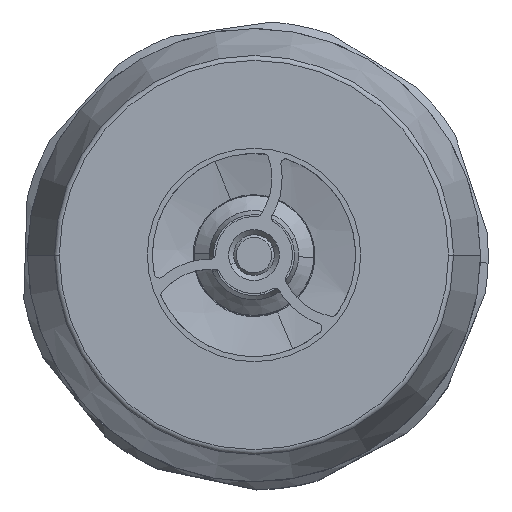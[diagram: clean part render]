
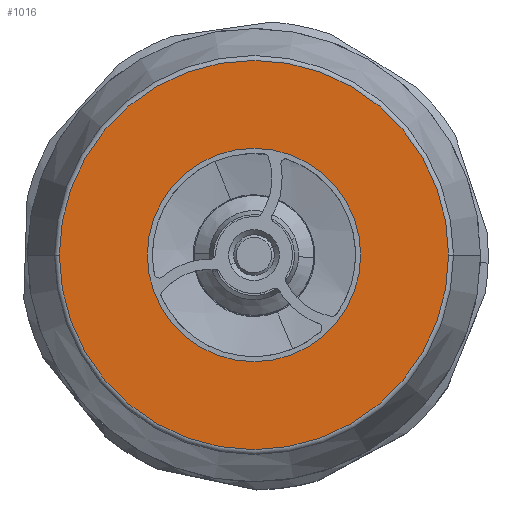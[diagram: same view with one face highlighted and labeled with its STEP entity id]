
A CAD part, top view. The second image highlights one B-rep face of the part: STEP entity #1016.
In plain terms, the highlighted planar face has unit normal (0, 0, 1).
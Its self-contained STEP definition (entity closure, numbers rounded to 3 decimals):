
#170 = EDGE_CURVE ( 'NONE', #1680, #4051, #2199, .T. ) ;
#526 = VERTEX_POINT ( 'NONE', #1711 ) ;
#872 = DIRECTION ( 'NONE',  ( 0., 0., 1. ) ) ;
#1016 = ADVANCED_FACE ( 'NONE', ( #1691, #3814 ), #2280, .F. ) ;
#1106 = DIRECTION ( 'NONE',  ( 0., 0., 1. ) ) ;
#1176 = CIRCLE ( 'NONE', #6809, 19.156 ) ;
#1197 = CARTESIAN_POINT ( 'NONE',  ( 0., 0., 0. ) ) ;
#1267 = EDGE_CURVE ( 'NONE', #4051, #1680, #1624, .T. ) ;
#1391 = ORIENTED_EDGE ( 'NONE', *, *, #170, .F. ) ;
#1523 = ORIENTED_EDGE ( 'NONE', *, *, #4423, .T. ) ;
#1624 = CIRCLE ( 'NONE', #4381, 10.5 ) ;
#1680 = VERTEX_POINT ( 'NONE', #2893 ) ;
#1691 = FACE_OUTER_BOUND ( 'NONE', #5166, .T. ) ;
#1711 = CARTESIAN_POINT ( 'NONE',  ( -19.156, 0., 0. ) ) ;
#1878 = CARTESIAN_POINT ( 'NONE',  ( 19.156, 0., 0. ) ) ;
#1979 = DIRECTION ( 'NONE',  ( 1., 0., 0. ) ) ;
#2167 = CARTESIAN_POINT ( 'NONE',  ( 0., 0., 0. ) ) ;
#2173 = DIRECTION ( 'NONE',  ( -1., 0., 0. ) ) ;
#2199 = CIRCLE ( 'NONE', #3949, 10.5 ) ;
#2280 = PLANE ( 'NONE',  #6611 ) ;
#2684 = EDGE_CURVE ( 'NONE', #526, #4933, #2851, .T. ) ;
#2719 = DIRECTION ( 'NONE',  ( 0., 0., 1. ) ) ;
#2851 = CIRCLE ( 'NONE', #5834, 19.156 ) ;
#2893 = CARTESIAN_POINT ( 'NONE',  ( 10.5, 0., 0. ) ) ;
#3308 = DIRECTION ( 'NONE',  ( 1., 0., 0. ) ) ;
#3490 = DIRECTION ( 'NONE',  ( 0., 0., 1. ) ) ;
#3814 = FACE_BOUND ( 'NONE', #4948, .T. ) ;
#3949 = AXIS2_PLACEMENT_3D ( 'NONE', #2167, #2719, #3308 ) ;
#4011 = DIRECTION ( 'NONE',  ( -1., 0., 0. ) ) ;
#4051 = VERTEX_POINT ( 'NONE', #6624 ) ;
#4381 = AXIS2_PLACEMENT_3D ( 'NONE', #6713, #872, #1979 ) ;
#4423 = EDGE_CURVE ( 'NONE', #4933, #526, #1176, .T. ) ;
#4551 = DIRECTION ( 'NONE',  ( 0., 0., -1. ) ) ;
#4714 = CARTESIAN_POINT ( 'NONE',  ( 0., 0., 0. ) ) ;
#4933 = VERTEX_POINT ( 'NONE', #1878 ) ;
#4948 = EDGE_LOOP ( 'NONE', ( #1391, #4999 ) ) ;
#4994 = ORIENTED_EDGE ( 'NONE', *, *, #2684, .T. ) ;
#4999 = ORIENTED_EDGE ( 'NONE', *, *, #1267, .F. ) ;
#5166 = EDGE_LOOP ( 'NONE', ( #4994, #1523 ) ) ;
#5834 = AXIS2_PLACEMENT_3D ( 'NONE', #4714, #3490, #6121 ) ;
#6121 = DIRECTION ( 'NONE',  ( -1., 0., 0. ) ) ;
#6161 = CARTESIAN_POINT ( 'NONE',  ( 0., 10.5, 0. ) ) ;
#6611 = AXIS2_PLACEMENT_3D ( 'NONE', #6161, #4551, #4011 ) ;
#6624 = CARTESIAN_POINT ( 'NONE',  ( -10.5, 0., 0. ) ) ;
#6713 = CARTESIAN_POINT ( 'NONE',  ( 0., 0., 0. ) ) ;
#6809 = AXIS2_PLACEMENT_3D ( 'NONE', #1197, #1106, #2173 ) ;
